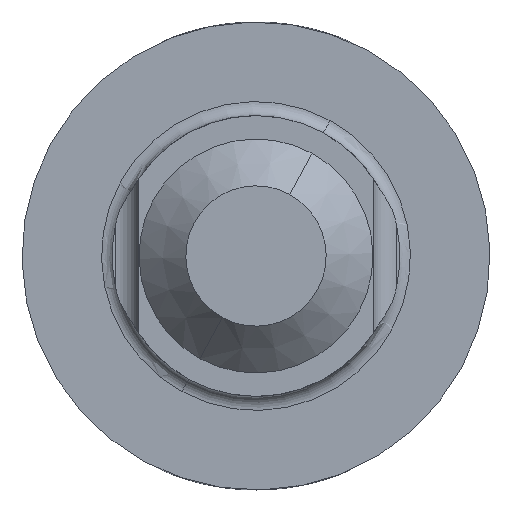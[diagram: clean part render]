
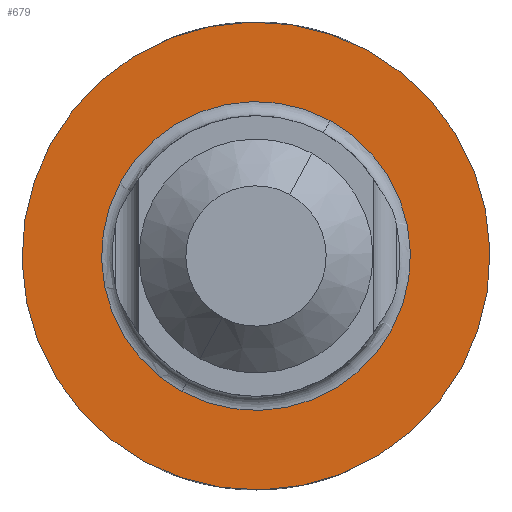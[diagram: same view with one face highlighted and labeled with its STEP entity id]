
A CAD part, front view. The second image highlights one B-rep face of the part: STEP entity #679.
In plain terms, the highlighted planar face has unit normal (0, -1, 0).
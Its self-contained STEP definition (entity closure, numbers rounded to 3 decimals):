
#638=CARTESIAN_POINT('Axis2P3D Location',(0.,-62.6,5.)) ;
#643=CARTESIAN_POINT('Axis2P3D Location',(0.,-62.6,0.)) ;
#647=CARTESIAN_POINT('Vertex',(2.397,-62.6,4.388)) ;
#649=CARTESIAN_POINT('Vertex',(-2.397,-62.6,-4.388)) ;
#652=CARTESIAN_POINT('Axis2P3D Location',(0.,-62.6,0.)) ;
#661=CARTESIAN_POINT('Axis2P3D Location',(0.,-62.6,0.)) ;
#665=CARTESIAN_POINT('Vertex',(-1.582,-62.6,-2.896)) ;
#667=CARTESIAN_POINT('Vertex',(1.582,-62.6,2.896)) ;
#670=CARTESIAN_POINT('Axis2P3D Location',(0.,-62.6,0.)) ;
#639=DIRECTION('Axis2P3D Direction',(0.,1.,0.)) ;
#640=DIRECTION('Axis2P3D XDirection',(1.,-0.,0.)) ;
#644=DIRECTION('Axis2P3D Direction',(0.,1.,0.)) ;
#653=DIRECTION('Axis2P3D Direction',(0.,1.,0.)) ;
#662=DIRECTION('Axis2P3D Direction',(0.,1.,0.)) ;
#671=DIRECTION('Axis2P3D Direction',(0.,1.,0.)) ;
#641=AXIS2_PLACEMENT_3D('Plane Axis2P3D',#638,#639,#640) ;
#645=AXIS2_PLACEMENT_3D('Circle Axis2P3D',#643,#644,$) ;
#654=AXIS2_PLACEMENT_3D('Circle Axis2P3D',#652,#653,$) ;
#663=AXIS2_PLACEMENT_3D('Circle Axis2P3D',#661,#662,$) ;
#672=AXIS2_PLACEMENT_3D('Circle Axis2P3D',#670,#671,$) ;
#658=ORIENTED_EDGE('',*,*,#651,.F.) ;
#659=ORIENTED_EDGE('',*,*,#656,.F.) ;
#676=ORIENTED_EDGE('',*,*,#669,.T.) ;
#677=ORIENTED_EDGE('',*,*,#674,.T.) ;
#678=FACE_BOUND('',#675,.T.) ;
#679=ADVANCED_FACE('PartBody',(#660,#678),#642,.F.) ;
#646=CIRCLE('generated circle',#645,5.) ;
#655=CIRCLE('generated circle',#654,5.) ;
#664=CIRCLE('generated circle',#663,3.3) ;
#673=CIRCLE('generated circle',#672,3.3) ;
#651=EDGE_CURVE('',#648,#650,#646,.T.) ;
#656=EDGE_CURVE('',#650,#648,#655,.T.) ;
#669=EDGE_CURVE('',#666,#668,#664,.T.) ;
#674=EDGE_CURVE('',#668,#666,#673,.T.) ;
#657=EDGE_LOOP('',(#658,#659)) ;
#675=EDGE_LOOP('',(#676,#677)) ;
#660=FACE_OUTER_BOUND('',#657,.T.) ;
#642=PLANE('',#641) ;
#648=VERTEX_POINT('',#647) ;
#650=VERTEX_POINT('',#649) ;
#666=VERTEX_POINT('',#665) ;
#668=VERTEX_POINT('',#667) ;
